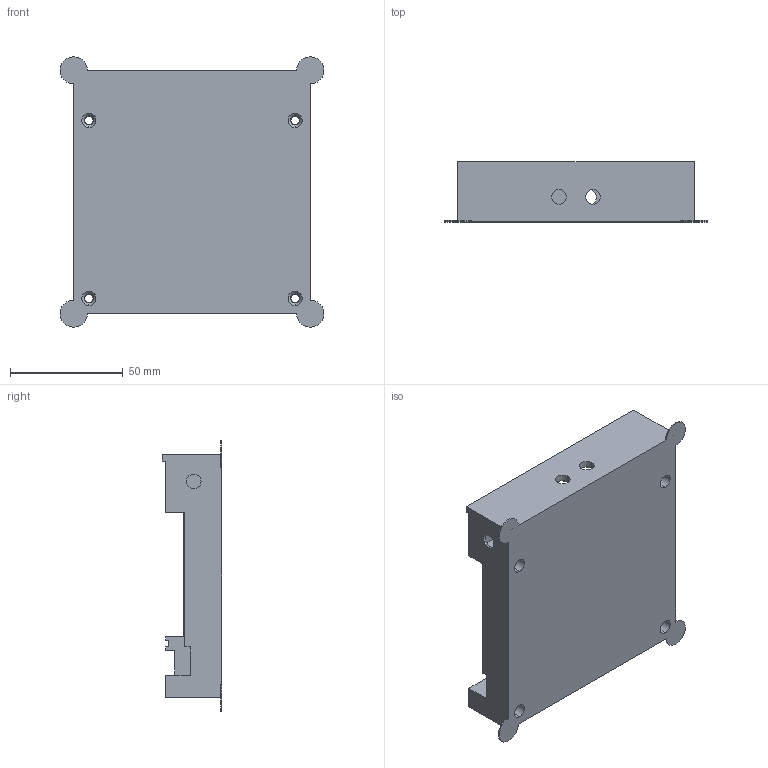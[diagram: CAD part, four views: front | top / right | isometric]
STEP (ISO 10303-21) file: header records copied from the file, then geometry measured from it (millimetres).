
FILE_DESCRIPTION (( 'STEP AP214' ), '1' );
FILE_NAME ('Xavier_base.STEP', '2019-02-17T21:12:26', ( 'tonyvr' ), ( '' ), 'SwSTEP 2.0', 'SolidWorks 2018', '' );
FILE_SCHEMA (( 'AUTOMOTIVE_DESIGN' ));
Length unit declared in the file: millimetre
Products named in the file (1): Xavier_base
Bounding box: 117 x 26.5 x 120 mm (x, y, z)
Volume: 74424.7 mm3; surface area: 42023.3 mm2
Topology: 1 solids, 1 shells, 111 faces, 296 edges, 194 vertices
Faces by surface type: plane 71, cylinder 30, cone 10
Entity records: 3506 total; most frequent: CARTESIAN_POINT 602, ORIENTED_EDGE 592, DIRECTION 590, EDGE_CURVE 296, VECTOR 226, LINE 226, VERTEX_POINT 194, AXIS2_PLACEMENT_3D 182
